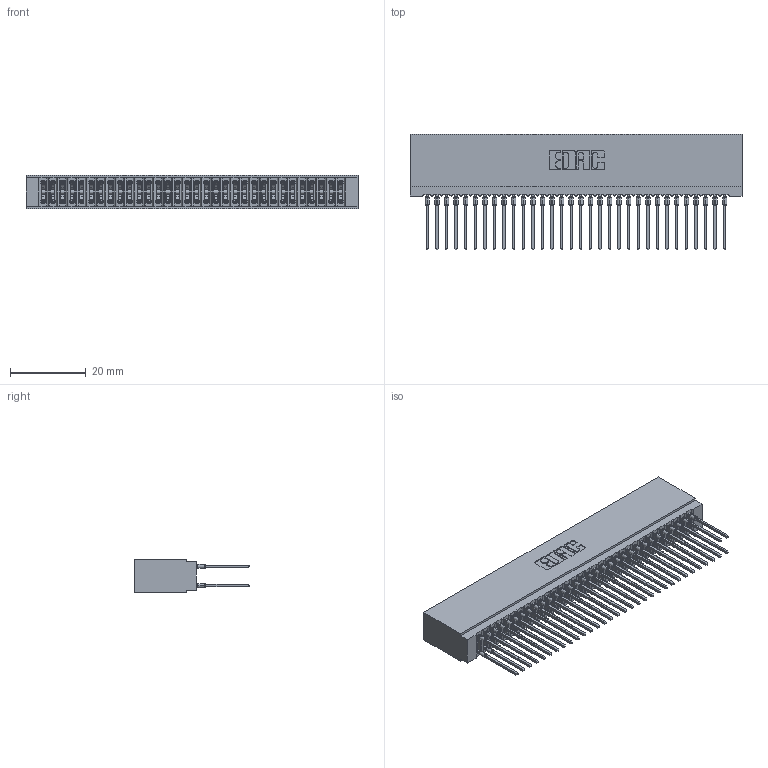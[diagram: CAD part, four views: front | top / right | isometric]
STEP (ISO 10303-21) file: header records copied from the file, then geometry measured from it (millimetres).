
FILE_DESCRIPTION (( 'STEP AP203' ), '1' );
FILE_NAME ('745-064-540-201.STEP', '2026-02-26T19:16:46', ( '' ), ( '' ), 'SwSTEP 2.0', 'SolidWorks 2023', '' );
FILE_SCHEMA (( 'CONFIG_CONTROL_DESIGN' ));
Length unit declared in the file: millimetre
Products named in the file (3): 745 Part_Insulator Option - 01; 745-292-001_540; 745-064-540-201
Assembly tree (65 placements, depth 2):
  745-064-540-201
    745 Part_Insulator Option - 01
    745-292-001_540  x64
Bounding box: 87.88 x 30.62 x 8.89 mm (x, y, z)
Volume: 8164.5 mm3; surface area: 17104.7 mm2
Topology: 65 solids, 65 shells, 5823 faces, 15650 edges, 9836 vertices
Faces by surface type: plane 2999, bspline 1280, cylinder 1160, torus 384
Entity records: 55238 total; most frequent: CARTESIAN_POINT 10087, ORIENTED_EDGE 9502, DIRECTION 8309, EDGE_CURVE 4751, VECTOR 4377, LINE 4377, VERTEX_POINT 3032, AXIS2_PLACEMENT_3D 1966
